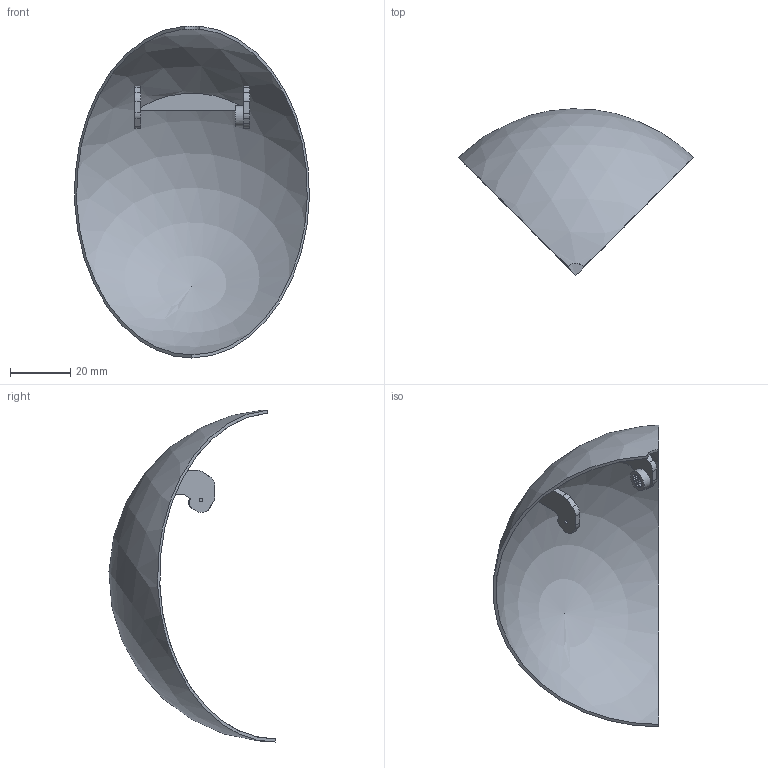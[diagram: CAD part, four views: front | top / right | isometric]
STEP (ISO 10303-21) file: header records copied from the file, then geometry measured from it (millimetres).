
FILE_DESCRIPTION(/* description */ (''),/* implementation_level */ '2;1');
FILE_NAME(/* name */ 'shell1 v3.step',/* time_stamp */ '2020-02-03T21:32:24+05:00',/* author */ (''),/* organization */ (''),/* preprocessor_version */ 'ST-DEVELOPER v18',/* originating_system */ 'Autodesk Translation Framework v8.12.0.6',/* authorisation */ '');
FILE_SCHEMA (('AUTOMOTIVE_DESIGN { 1 0 10303 214 3 1 1 }'));
Length unit declared in the file: millimetre
Products named in the file (1): shell1
Bounding box: 77.68 x 54.97 x 109.88 mm (x, y, z)
Volume: 10319.8 mm3; surface area: 20191.6 mm2
Topology: 1 solids, 1 shells, 162 faces, 420 edges, 243 vertices
Faces by surface type: plane 126, cylinder 34, sphere 2
Full cylindrical faces by diameter (mm): 1 x1, 1.2 x1, 7 x1
Entity records: 4848 total; most frequent: ORIENTED_EDGE 836, DIRECTION 831, CARTESIAN_POINT 828, EDGE_CURVE 418, LINE 327, VECTOR 327, AXIS2_PLACEMENT_3D 252, VERTEX_POINT 243
